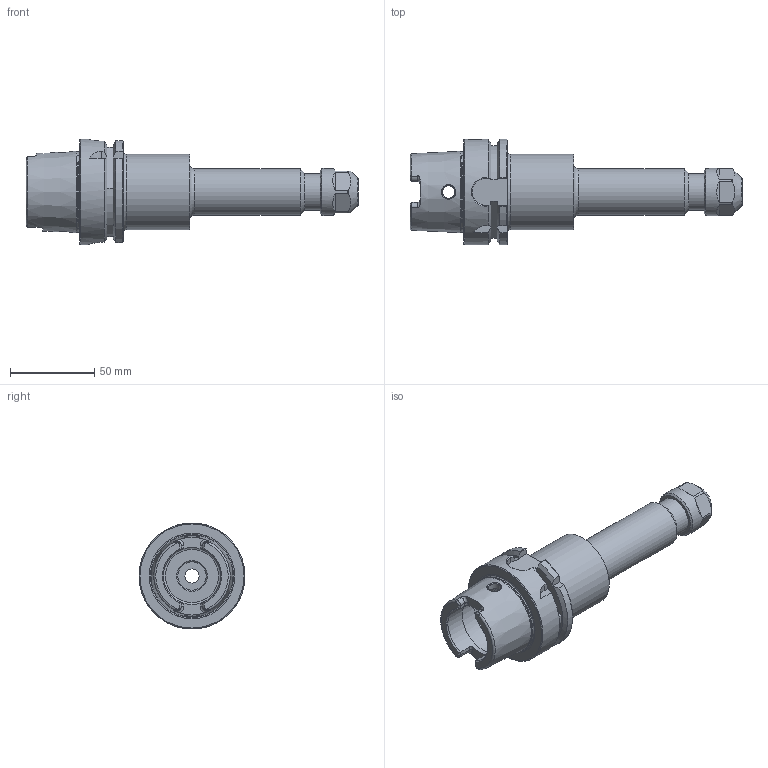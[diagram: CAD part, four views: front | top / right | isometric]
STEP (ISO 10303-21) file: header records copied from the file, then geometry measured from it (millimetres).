
FILE_DESCRIPTION((''),'2;1');
FILE_NAME('H63-16ERC652.stp','2014-08-21T10:03:35',('kaykin'),(''),'Autodesk Inventor 2012','Autodesk Inventor 2012','');
FILE_SCHEMA(('AUTOMOTIVE_DESIGN { 1 0 10303 214 1 1 1 1 }'));
Length unit declared in the file: inch
Products named in the file (4): H63-16ERC652; 16ERHCN; H63-16ER6-1
Assembly tree (3 placements, depth 3):
  H63-16ERC652
    16ERHCN
    H63-16ER6-1
      H63-16ER6-1
Bounding box: 197.61 x 63 x 63 mm (x, y, z)
Volume: 186036.1 mm3; surface area: 42476.5 mm2
Topology: 2 solids, 2 shells, 176 faces, 450 edges, 284 vertices
Faces by surface type: plane 70, cylinder 43, cone 31, torus 21, bspline 11
Full cylindrical faces by diameter (mm): 7.5 x2, 8.4 x1, 9.728 x1, 10 x1, 11.176 x1, 11.5 x1, 16.8 x1, 16.916 x1, 19.016 x1, 20.5 x1, 22 x1, 23 x1, 27.432 x1, 28 x1, 34 x2, 40 x1, 44.958 x1, 48.041 x1, 63 x1
Entity records: 6019 total; most frequent: CARTESIAN_POINT 1975, ORIENTED_EDGE 772, DIRECTION 751, EDGE_CURVE 386, AXIS2_PLACEMENT_3D 313, VERTEX_POINT 267, EDGE_LOOP 237, FACE_OUTER_BOUND 176
